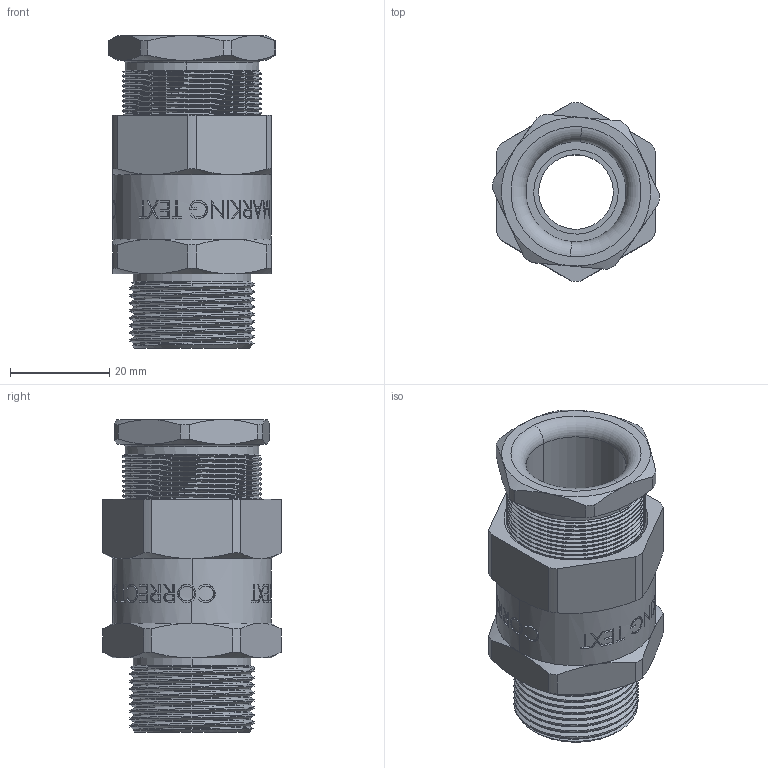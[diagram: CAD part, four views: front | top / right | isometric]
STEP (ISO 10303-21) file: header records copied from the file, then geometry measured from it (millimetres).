
FILE_DESCRIPTION (( 'STEP AP203' ), '1' );
FILE_NAME ('750A111427.STEP', '2022-02-16T11:32:04', ( '' ), ( '' ), 'SwSTEP 2.0', 'SolidWorks 2020', '' );
FILE_SCHEMA (( 'CONFIG_CONTROL_DESIGN' ));
Length unit declared in the file: millimetre
Products named in the file (6): 750A107108; 750A108443; 750A109762; 750A111427; 750A109734; O-Ring for M25_Juks 2
Assembly tree (5 placements, depth 2):
  750A111427
    750A108443
    750A109734
    750A109762
    750A107108
    O-Ring for M25_Juks 2
Bounding box: 33.62 x 35.95 x 63 mm (x, y, z)
Volume: 27337.1 mm3; surface area: 21308.5 mm2
Topology: 5 solids, 5 shells, 957 faces, 2577 edges, 1698 vertices
Faces by surface type: plane 347, bspline 287, cylinder 268, cone 47, torus 8
Entity records: 59758 total; most frequent: CARTESIAN_POINT 38404, ORIENTED_EDGE 5154, DIRECTION 3078, EDGE_CURVE 2577, VERTEX_POINT 1698, VECTOR 1040, LINE 1040, EDGE_LOOP 1035
